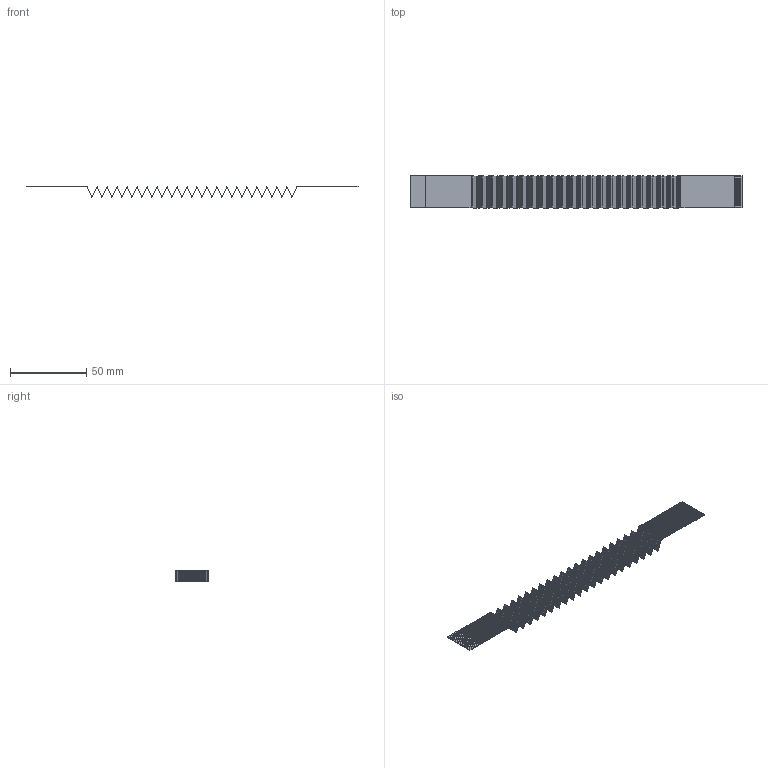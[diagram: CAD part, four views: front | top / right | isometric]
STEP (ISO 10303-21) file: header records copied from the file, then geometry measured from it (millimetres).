
FILE_DESCRIPTION(/* description */ ('Unknown'),/* implementation_level */ '2;1');
FILE_NAME(/* name */ '686720141001',/* time_stamp */ '2020-12-10T09:24:46+01:00',/* author */ ('Unknown'),/* organization */ ('Unknown'),/* preprocessor_version */ 'ST-DEVELOPER v16.7',/* originating_system */ 'DEX',/* authorisation */ $);
FILE_SCHEMA (('TECHNICAL_DATA_PACKAGING','AUTOMOTIVE_DESIGN {1 0 10303 214 3 1 1}'));
Products named in the file (2): 6867xx141001; 686720141001
Assembly tree (1 placements, depth 2):
  6867xx141001
    686720141001
Bounding box: 217.84 x 21 x 7.84 mm (x, y, z)
Volume: 779.1 mm3; surface area: 29580.1 mm2
Topology: 1 solids, 1 shells, 2068 faces, 6110 edges, 4044 vertices
Faces by surface type: plane 2068
Entity records: 82065 total; most frequent: CARTESIAN_POINT 12230, ORIENTED_EDGE 12220, DIRECTION 10248, EDGE_CURVE 6110, LINE 6108, VECTOR 6108, VERTEX_POINT 4044, AXIS2_PLACEMENT_3D 2070
